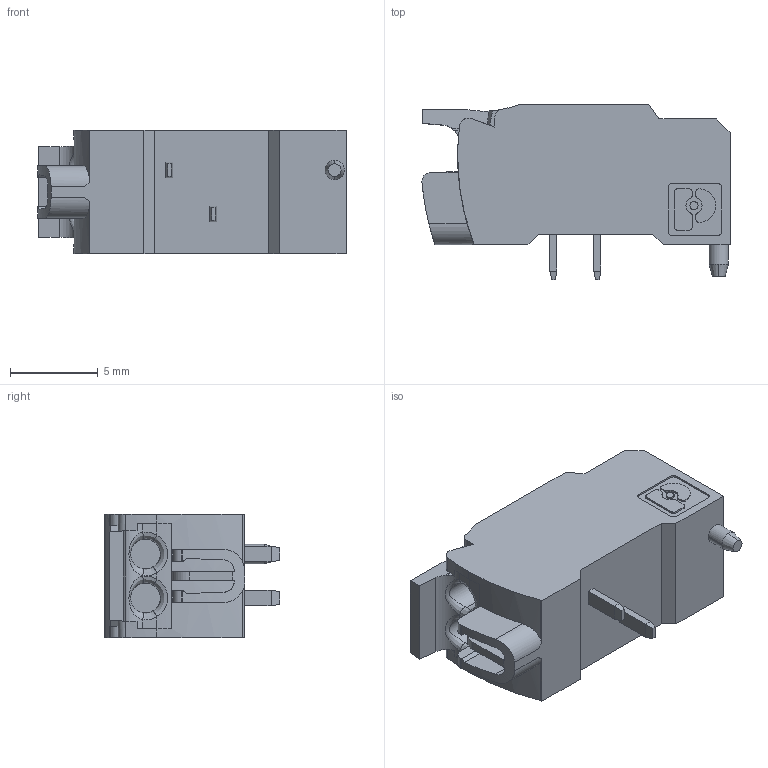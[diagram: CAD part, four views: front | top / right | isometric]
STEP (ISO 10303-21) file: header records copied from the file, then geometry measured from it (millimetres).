
FILE_DESCRIPTION(('STEP AP242'),'1');
FILE_NAME('1703375.stp','2024-07-04T10:09:13',('TraceParts'),('TraceParts S.A.'),'Spatial InterOp 3D',' ',' ');
FILE_SCHEMA(('AP242_MANAGED_MODEL_BASED_3D_ENGINEERING_MIM_LF {1 0 10303 442 1 1 4}'));
Length unit declared in the file: millimetre
Products named in the file (1): 1703375
Bounding box: 17.54 x 10 x 7 mm (x, y, z)
Volume: 808 mm3; surface area: 656.7 mm2
Topology: 1 solids, 1 shells, 153 faces, 420 edges, 276 vertices
Faces by surface type: plane 87, cylinder 54, bspline 8, cone 4
Entity records: 8615 total; most frequent: CARTESIAN_POINT 3495, ORIENTED_EDGE 840, DIRECTION 789, EDGE_CURVE 420, AXIS2_PLACEMENT_3D 276, VERTEX_POINT 276, LINE 237, VECTOR 237
